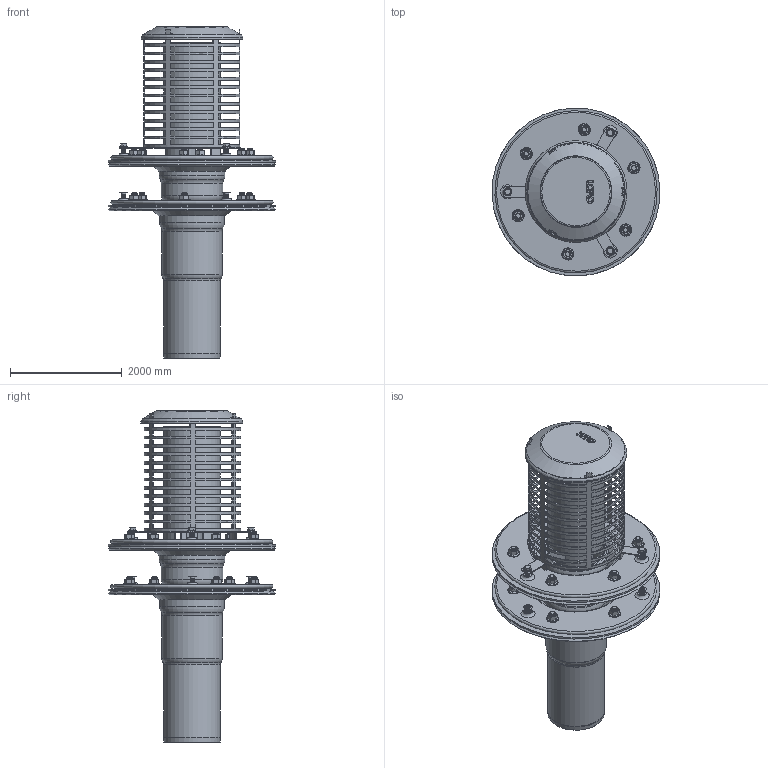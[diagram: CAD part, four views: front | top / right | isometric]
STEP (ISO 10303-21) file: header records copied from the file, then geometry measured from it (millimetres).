
FILE_DESCRIPTION(/* description */ (''),/* implementation_level */ '2;1');
FILE_NAME(/* name */ '41521.100X_3D.stp',/* time_stamp */ '2025-02-21T11:43:34+01:00',/* author */ ('N.Hausmann'),/* organization */ (''),/* preprocessor_version */ 'ST-DEVELOPER v20',/* originating_system */ 'AutoCAD Mechanical',/* authorisation */ '');
FILE_SCHEMA (('AUTOMOTIVE_DESIGN { 1 0 10303 214 3 1 1 }'));
Length unit declared in the file: centimetre
Products named in the file (3): Product; *S0; 21905100x
Assembly tree (3 placements, depth 2):
  Product
    *S0
    21905100x  x2
Bounding box: 2997.14 x 2997.14 x 5932.44 mm (x, y, z)
Volume: 1758013986.1 mm3; surface area: 143017067.7 mm2
Topology: 47 solids, 47 shells, 1394 faces, 3303 edges, 2024 vertices
Faces by surface type: cone 592, plane 585, cylinder 131, torus 82, sphere 3, bspline 1
Full cylindrical faces by diameter (mm): 60 x3, 70 x12, 80 x27, 83.76 x12, 160 x24, 992 x3, 1016 x5, 1054 x1, 1076 x1, 1078 x1, 1100 x1, 1134 x3, 1156 x1, 1158 x1, 1180 x1, 1600 x2, 1690 x2, 1720 x2, 1790 x1, 1820 x1, 3000 x2
Entity records: 38785 total; most frequent: CARTESIAN_POINT 7918, DIRECTION 6710, ORIENTED_EDGE 6166, EDGE_CURVE 3083, AXIS2_PLACEMENT_3D 2658, VERTEX_POINT 1897, EDGE_LOOP 1556, LINE 1394
